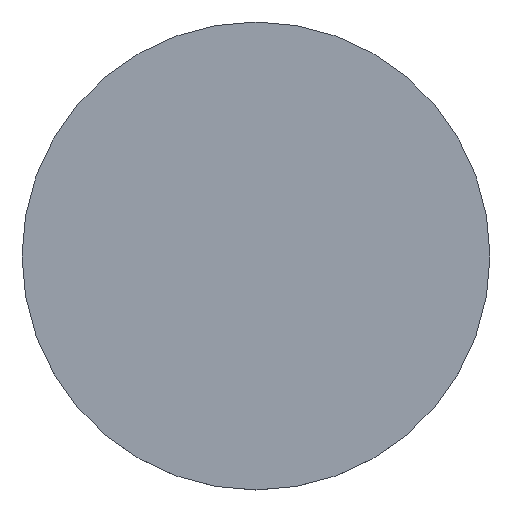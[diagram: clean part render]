
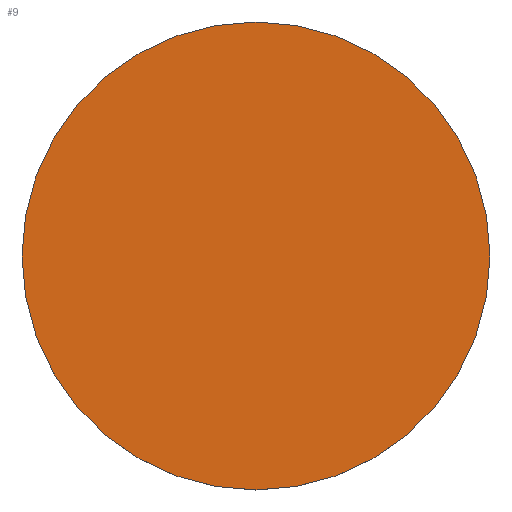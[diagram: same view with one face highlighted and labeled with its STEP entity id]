
A CAD part, top view. The second image highlights one B-rep face of the part: STEP entity #9.
In plain terms, the highlighted planar face has unit normal (0, 0, 1).
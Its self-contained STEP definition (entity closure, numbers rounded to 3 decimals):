
#9 = ADVANCED_FACE ( 'NONE', ( #97 ), #34, .T. ) ;
#19 = EDGE_LOOP ( 'NONE', ( #143, #55 ) ) ;
#32 = VERTEX_POINT ( 'NONE', #154 ) ;
#34 = PLANE ( 'NONE',  #59 ) ;
#38 = DIRECTION ( 'NONE',  ( 0., 0., 1. ) ) ;
#55 = ORIENTED_EDGE ( 'NONE', *, *, #60, .T. ) ;
#59 = AXIS2_PLACEMENT_3D ( 'NONE', #141, #109, #96 ) ;
#60 = EDGE_CURVE ( 'NONE', #32, #85, #103, .T. ) ;
#72 = AXIS2_PLACEMENT_3D ( 'NONE', #76, #142, #88 ) ;
#74 = CARTESIAN_POINT ( 'NONE',  ( -17.5, 0., 0.5 ) ) ;
#76 = CARTESIAN_POINT ( 'NONE',  ( 0., 0., 0.5 ) ) ;
#85 = VERTEX_POINT ( 'NONE', #74 ) ;
#88 = DIRECTION ( 'NONE',  ( 1., 0., 0. ) ) ;
#91 = DIRECTION ( 'NONE',  ( 1., 0., 0. ) ) ;
#94 = AXIS2_PLACEMENT_3D ( 'NONE', #145, #38, #91 ) ;
#96 = DIRECTION ( 'NONE',  ( 1., 0., 0. ) ) ;
#97 = FACE_OUTER_BOUND ( 'NONE', #19, .T. ) ;
#103 = CIRCLE ( 'NONE', #72, 17.5 ) ;
#109 = DIRECTION ( 'NONE',  ( 0., 0., 1. ) ) ;
#122 = CIRCLE ( 'NONE', #94, 17.5 ) ;
#123 = EDGE_CURVE ( 'NONE', #85, #32, #122, .T. ) ;
#141 = CARTESIAN_POINT ( 'NONE',  ( 0., 0., 0.5 ) ) ;
#142 = DIRECTION ( 'NONE',  ( 0., 0., 1. ) ) ;
#143 = ORIENTED_EDGE ( 'NONE', *, *, #123, .T. ) ;
#145 = CARTESIAN_POINT ( 'NONE',  ( 0., 0., 0.5 ) ) ;
#154 = CARTESIAN_POINT ( 'NONE',  ( 17.5, 0., 0.5 ) ) ;
